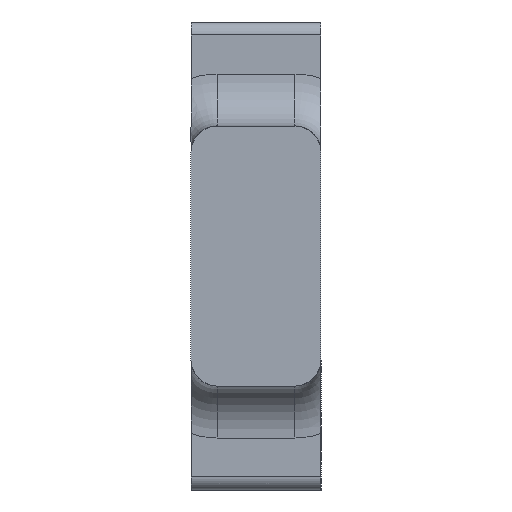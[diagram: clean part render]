
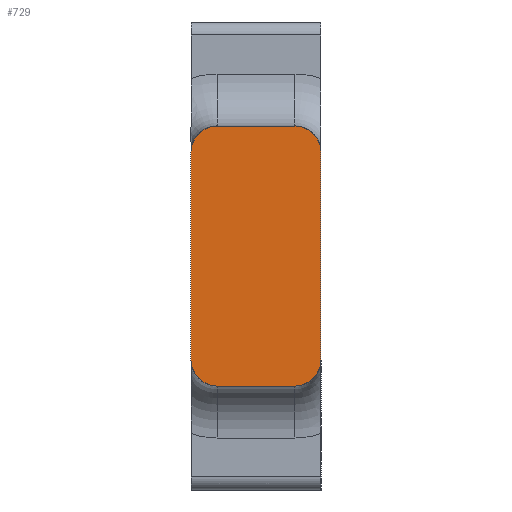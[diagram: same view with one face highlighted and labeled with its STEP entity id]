
A CAD part, left-side view. The second image highlights one B-rep face of the part: STEP entity #729.
In plain terms, the highlighted planar face has unit normal (-1, 0, 0).
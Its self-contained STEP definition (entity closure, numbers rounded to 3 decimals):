
#16 = EDGE_LOOP ( 'NONE', ( #730, #1413, #810, #564, #1657, #1309, #640, #1936 ) ) ;
#96 = VERTEX_POINT ( 'NONE', #556 ) ;
#122 = CARTESIAN_POINT ( 'NONE',  ( -35., 1., 4. ) ) ;
#228 = VERTEX_POINT ( 'NONE', #1707 ) ;
#229 = LINE ( 'NONE', #907, #1613 ) ;
#252 = VERTEX_POINT ( 'NONE', #455 ) ;
#255 = CIRCLE ( 'NONE', #717, 1. ) ;
#269 = DIRECTION ( 'NONE',  ( 0., 0., -1. ) ) ;
#281 = DIRECTION ( 'NONE',  ( -1., 0., 0. ) ) ;
#323 = EDGE_CURVE ( 'NONE', #252, #1515, #1658, .T. ) ;
#361 = DIRECTION ( 'NONE',  ( 0., 0., 1. ) ) ;
#380 = DIRECTION ( 'NONE',  ( 0., 0., -1. ) ) ;
#391 = LINE ( 'NONE', #413, #1426 ) ;
#392 = AXIS2_PLACEMENT_3D ( 'NONE', #122, #281, #2178 ) ;
#413 = CARTESIAN_POINT ( 'NONE',  ( -35., 5., -9. ) ) ;
#455 = CARTESIAN_POINT ( 'NONE',  ( -35., 1., -5. ) ) ;
#508 = DIRECTION ( 'NONE',  ( 1., 0., 0. ) ) ;
#551 = CARTESIAN_POINT ( 'NONE',  ( -35., 5., -9. ) ) ;
#556 = CARTESIAN_POINT ( 'NONE',  ( -35., 0., -4. ) ) ;
#564 = ORIENTED_EDGE ( 'NONE', *, *, #1833, .T. ) ;
#567 = EDGE_CURVE ( 'NONE', #1210, #228, #229, .T. ) ;
#594 = CARTESIAN_POINT ( 'NONE',  ( -35., 1., -4. ) ) ;
#640 = ORIENTED_EDGE ( 'NONE', *, *, #567, .T. ) ;
#656 = EDGE_CURVE ( 'NONE', #1159, #1210, #1968, .T. ) ;
#717 = AXIS2_PLACEMENT_3D ( 'NONE', #594, #1960, #1111 ) ;
#729 = ADVANCED_FACE ( 'NONE', ( #836 ), #1919, .F. ) ;
#730 = ORIENTED_EDGE ( 'NONE', *, *, #1924, .F. ) ;
#767 = AXIS2_PLACEMENT_3D ( 'NONE', #2064, #1394, #380 ) ;
#810 = ORIENTED_EDGE ( 'NONE', *, *, #323, .F. ) ;
#836 = FACE_OUTER_BOUND ( 'NONE', #16, .T. ) ;
#907 = CARTESIAN_POINT ( 'NONE',  ( -35., 0., 5. ) ) ;
#960 = CARTESIAN_POINT ( 'NONE',  ( -35., 5., 4. ) ) ;
#1020 = AXIS2_PLACEMENT_3D ( 'NONE', #1121, #1807, #269 ) ;
#1043 = CARTESIAN_POINT ( 'NONE',  ( -35., 1., 5. ) ) ;
#1095 = CIRCLE ( 'NONE', #767, 1. ) ;
#1111 = DIRECTION ( 'NONE',  ( 0., 0., -1. ) ) ;
#1121 = CARTESIAN_POINT ( 'NONE',  ( -35., 4., -4. ) ) ;
#1159 = VERTEX_POINT ( 'NONE', #1711 ) ;
#1210 = VERTEX_POINT ( 'NONE', #1043 ) ;
#1309 = ORIENTED_EDGE ( 'NONE', *, *, #656, .T. ) ;
#1347 = LINE ( 'NONE', #1852, #1656 ) ;
#1394 = DIRECTION ( 'NONE',  ( -1., 0., 0. ) ) ;
#1413 = ORIENTED_EDGE ( 'NONE', *, *, #1897, .T. ) ;
#1423 = CIRCLE ( 'NONE', #1020, 1. ) ;
#1426 = VECTOR ( 'NONE', #1743, 1000. ) ;
#1489 = CARTESIAN_POINT ( 'NONE',  ( -35., 0., -5. ) ) ;
#1515 = VERTEX_POINT ( 'NONE', #1750 ) ;
#1553 = VERTEX_POINT ( 'NONE', #2062 ) ;
#1602 = DIRECTION ( 'NONE',  ( 0., 1., 0. ) ) ;
#1613 = VECTOR ( 'NONE', #1602, 1000. ) ;
#1641 = EDGE_CURVE ( 'NONE', #96, #1159, #1347, .T. ) ;
#1647 = AXIS2_PLACEMENT_3D ( 'NONE', #551, #508, #1898 ) ;
#1656 = VECTOR ( 'NONE', #361, 1000. ) ;
#1657 = ORIENTED_EDGE ( 'NONE', *, *, #1641, .T. ) ;
#1658 = LINE ( 'NONE', #1489, #1861 ) ;
#1707 = CARTESIAN_POINT ( 'NONE',  ( -35., 4., 5. ) ) ;
#1711 = CARTESIAN_POINT ( 'NONE',  ( -35., 0., 4. ) ) ;
#1743 = DIRECTION ( 'NONE',  ( 0., 0., 1. ) ) ;
#1750 = CARTESIAN_POINT ( 'NONE',  ( -35., 4., -5. ) ) ;
#1807 = DIRECTION ( 'NONE',  ( -1., 0., 0. ) ) ;
#1833 = EDGE_CURVE ( 'NONE', #252, #96, #255, .T. ) ;
#1852 = CARTESIAN_POINT ( 'NONE',  ( -35., 0., -9. ) ) ;
#1861 = VECTOR ( 'NONE', #2008, 1000. ) ;
#1890 = VERTEX_POINT ( 'NONE', #960 ) ;
#1897 = EDGE_CURVE ( 'NONE', #1553, #1515, #1423, .T. ) ;
#1898 = DIRECTION ( 'NONE',  ( 0., 0., -1. ) ) ;
#1919 = PLANE ( 'NONE',  #1647 ) ;
#1924 = EDGE_CURVE ( 'NONE', #1553, #1890, #391, .T. ) ;
#1936 = ORIENTED_EDGE ( 'NONE', *, *, #1992, .T. ) ;
#1960 = DIRECTION ( 'NONE',  ( -1., 0., 0. ) ) ;
#1968 = CIRCLE ( 'NONE', #392, 1. ) ;
#1992 = EDGE_CURVE ( 'NONE', #228, #1890, #1095, .T. ) ;
#2008 = DIRECTION ( 'NONE',  ( 0., 1., 0. ) ) ;
#2062 = CARTESIAN_POINT ( 'NONE',  ( -35., 5., -4. ) ) ;
#2064 = CARTESIAN_POINT ( 'NONE',  ( -35., 4., 4. ) ) ;
#2178 = DIRECTION ( 'NONE',  ( 0., 0., -1. ) ) ;
